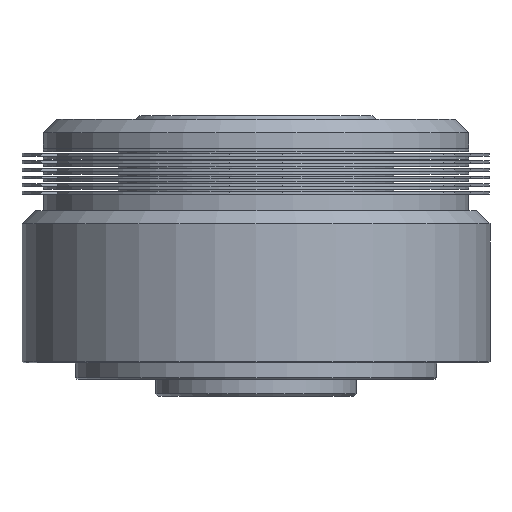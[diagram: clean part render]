
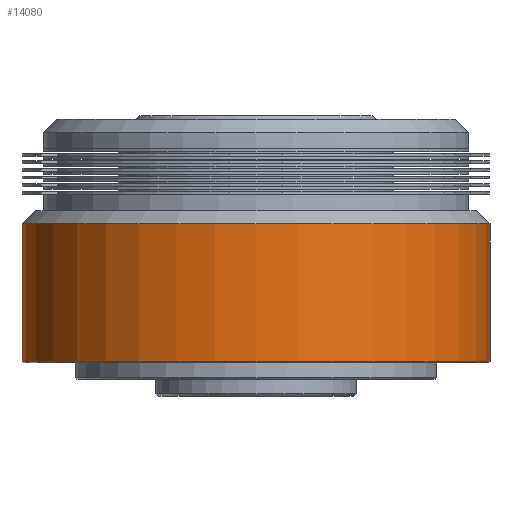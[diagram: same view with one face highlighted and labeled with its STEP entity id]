
A CAD part, front view. The second image highlights one B-rep face of the part: STEP entity #14080.
In plain terms, the highlighted cylindrical face has radius 175 mm (diameter 350 mm), a partial arc.
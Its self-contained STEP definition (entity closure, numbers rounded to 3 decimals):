
#3256 = EDGE_CURVE ( 'NONE', #3773, #3770, #6824, .T. ) ;
#3513 = EDGE_CURVE ( 'NONE', #3767, #3766, #7060, .T. ) ;
#3695 = EDGE_CURVE ( 'NONE', #3766, #3773, #7669, .T. ) ;
#3766 = VERTEX_POINT ( 'NONE', #7975 ) ;
#3767 = VERTEX_POINT ( 'NONE', #7974 ) ;
#3769 = EDGE_CURVE ( 'NONE', #3767, #3770, #7723, .T. ) ;
#3770 = VERTEX_POINT ( 'NONE', #7719 ) ;
#3773 = VERTEX_POINT ( 'NONE', #7923 ) ;
#4308 = DIRECTION ( 'NONE',  ( -1., 0., 0. ) ) ;
#4309 = DIRECTION ( 'NONE',  ( 0., 0., -1. ) ) ;
#4310 = CARTESIAN_POINT ( 'NONE',  ( 0., 0., 126. ) ) ;
#4416 = AXIS2_PLACEMENT_3D ( 'NONE', #4310, #4309, #4308 ) ;
#4417 = CYLINDRICAL_SURFACE ( 'NONE', #4416, 175. ) ;
#4418 = FACE_OUTER_BOUND ( 'NONE', #10533, .T. ) ;
#6760 = DIRECTION ( 'NONE',  ( 0., 0., 1. ) ) ;
#6800 = DIRECTION ( 'NONE',  ( -1., 0., 0. ) ) ;
#6801 = CARTESIAN_POINT ( 'NONE',  ( 0., 0., 13. ) ) ;
#6824 = CIRCLE ( 'NONE', #6865, 175. ) ;
#6865 = AXIS2_PLACEMENT_3D ( 'NONE', #6801, #6760, #6800 ) ;
#7057 = DIRECTION ( 'NONE',  ( 0., 0., -1. ) ) ;
#7058 = CARTESIAN_POINT ( 'NONE',  ( 0., 0., 116. ) ) ;
#7059 = AXIS2_PLACEMENT_3D ( 'NONE', #7058, #7057, #7139 ) ;
#7060 = CIRCLE ( 'NONE', #7059, 175. ) ;
#7139 = DIRECTION ( 'NONE',  ( 1., 0., 0. ) ) ;
#7666 = DIRECTION ( 'NONE',  ( 0., 0., -1. ) ) ;
#7667 = VECTOR ( 'NONE', #7666, 1000. ) ;
#7668 = CARTESIAN_POINT ( 'NONE',  ( -175., 0., 126. ) ) ;
#7669 = LINE ( 'NONE', #7668, #7667 ) ;
#7719 = CARTESIAN_POINT ( 'NONE',  ( 175., 0., 13. ) ) ;
#7720 = DIRECTION ( 'NONE',  ( 0., 0., -1. ) ) ;
#7721 = VECTOR ( 'NONE', #7720, 1000. ) ;
#7722 = CARTESIAN_POINT ( 'NONE',  ( 175., 0., 126. ) ) ;
#7723 = LINE ( 'NONE', #7722, #7721 ) ;
#7923 = CARTESIAN_POINT ( 'NONE',  ( -175., 0., 13. ) ) ;
#7974 = CARTESIAN_POINT ( 'NONE',  ( 175., 0., 116. ) ) ;
#7975 = CARTESIAN_POINT ( 'NONE',  ( -175., 0., 116. ) ) ;
#10520 = ORIENTED_EDGE ( 'NONE', *, *, #3256, .T. ) ;
#10524 = ORIENTED_EDGE ( 'NONE', *, *, #3695, .T. ) ;
#10527 = ORIENTED_EDGE ( 'NONE', *, *, #3513, .T. ) ;
#10533 = EDGE_LOOP ( 'NONE', ( #10534, #10527, #10524, #10520 ) ) ;
#10534 = ORIENTED_EDGE ( 'NONE', *, *, #3769, .F. ) ;
#14080 = ADVANCED_FACE ( 'NONE', ( #4418 ), #4417, .T. ) ;
